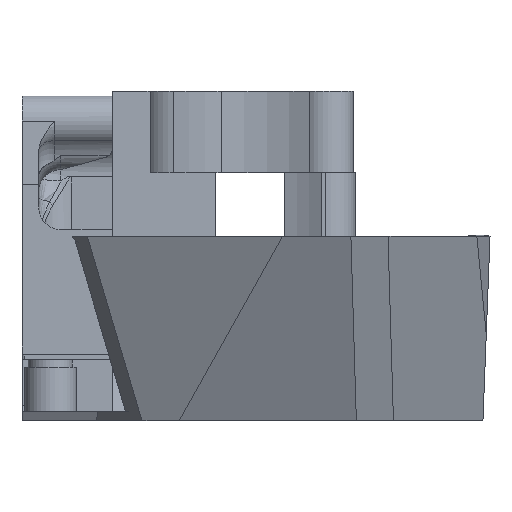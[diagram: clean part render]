
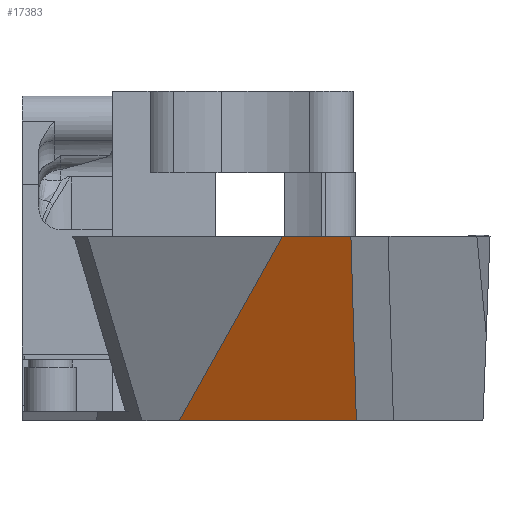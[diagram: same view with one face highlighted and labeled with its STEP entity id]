
A CAD part, left-side view. The second image highlights one B-rep face of the part: STEP entity #17383.
In plain terms, the highlighted planar face has unit normal (-0.897, 0, -0.442).
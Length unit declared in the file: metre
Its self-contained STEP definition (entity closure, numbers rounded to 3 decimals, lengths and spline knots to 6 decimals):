
#791=PLANE('',#19130);
#2392=LINE('',#30292,#4101);
#2394=LINE('',#30296,#4103);
#2395=LINE('',#30298,#4104);
#2396=LINE('',#30300,#4105);
#4101=VECTOR('',#23503,1.);
#4103=VECTOR('',#23507,1.);
#4104=VECTOR('',#23508,1.);
#4105=VECTOR('',#23509,1.);
#8471=ORIENTED_EDGE('',*,*,#11447,.T.);
#8472=ORIENTED_EDGE('',*,*,#11449,.F.);
#8473=ORIENTED_EDGE('',*,*,#11450,.F.);
#8474=ORIENTED_EDGE('',*,*,#11451,.T.);
#11447=EDGE_CURVE('',#13219,#13218,#2392,.T.);
#11449=EDGE_CURVE('',#13220,#13218,#2394,.T.);
#11450=EDGE_CURVE('',#13221,#13220,#2395,.T.);
#11451=EDGE_CURVE('',#13221,#13219,#2396,.T.);
#13218=VERTEX_POINT('',#30291);
#13219=VERTEX_POINT('',#30293);
#13220=VERTEX_POINT('',#30297);
#13221=VERTEX_POINT('',#30299);
#14957=EDGE_LOOP('',(#8471,#8472,#8473,#8474));
#16148=FACE_BOUND('',#14957,.T.);
#17383=ADVANCED_FACE('',(#16148),#791,.T.);
#19130=AXIS2_PLACEMENT_3D('',#30295,#23505,#23506);
#23503=DIRECTION('',(-0.442,0.026,0.897));
#23505=DIRECTION('',(-0.897,0.,-0.442));
#23506=DIRECTION('',(0.,-1.,0.));
#23507=DIRECTION('',(0.,-1.,0.));
#23508=DIRECTION('',(-0.395,-0.448,0.802));
#23509=DIRECTION('',(0.,-1.,0.));
#30291=CARTESIAN_POINT('',(-0.02961,-0.007766,0.025));
#30292=CARTESIAN_POINT('',(-0.02147,-0.008252,0.008495));
#30293=CARTESIAN_POINT('',(-0.017281,-0.008503,0.));
#30295=CARTESIAN_POINT('',(-0.021435,-0.005253,0.008424));
#30296=CARTESIAN_POINT('',(-0.02961,0.004224,0.025));
#30297=CARTESIAN_POINT('',(-0.02961,0.001491,0.025));
#30298=CARTESIAN_POINT('',(-0.024428,0.007364,0.014492));
#30299=CARTESIAN_POINT('',(-0.017281,0.015464,0.));
#30300=CARTESIAN_POINT('',(-0.017281,0.005999,0.));
